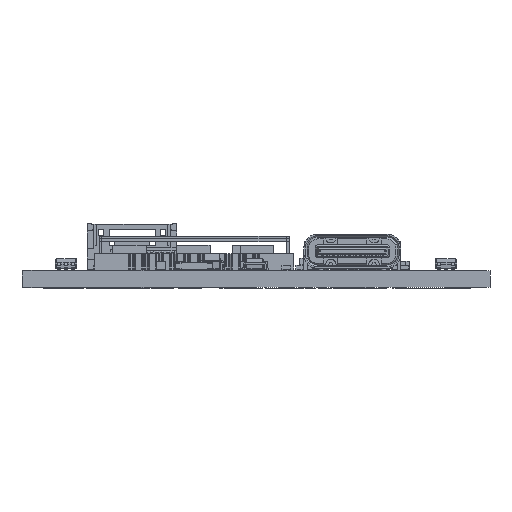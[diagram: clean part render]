
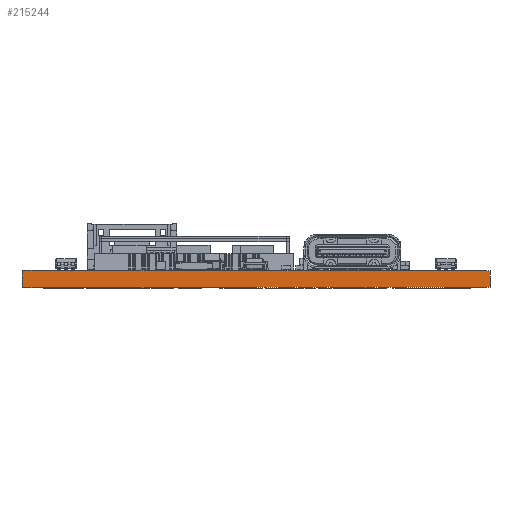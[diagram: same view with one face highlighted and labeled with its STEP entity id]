
A CAD part, left-side view. The second image highlights one B-rep face of the part: STEP entity #215244.
In plain terms, the highlighted planar face has unit normal (-1, 0, 0).
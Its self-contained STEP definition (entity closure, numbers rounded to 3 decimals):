
#215188 = VERTEX_POINT('',#215189);
#215189 = CARTESIAN_POINT('',(0.,0.,1.51));
#215195 = EDGE_CURVE('',#215196,#215188,#215198,.T.);
#215196 = VERTEX_POINT('',#215197);
#215197 = CARTESIAN_POINT('',(0.,-0.,0.));
#215198 = LINE('',#215199,#215200);
#215199 = CARTESIAN_POINT('',(0.,-0.,0.));
#215200 = VECTOR('',#215201,1.);
#215201 = DIRECTION('',(0.,0.,1.));
#215244 = ADVANCED_FACE('',(#215245),#215270,.T.);
#215245 = FACE_BOUND('',#215246,.T.);
#215246 = EDGE_LOOP('',(#215247,#215248,#215256,#215264));
#215247 = ORIENTED_EDGE('',*,*,#215195,.T.);
#215248 = ORIENTED_EDGE('',*,*,#215249,.T.);
#215249 = EDGE_CURVE('',#215188,#215250,#215252,.T.);
#215250 = VERTEX_POINT('',#215251);
#215251 = CARTESIAN_POINT('',(0.,43.18,1.51));
#215252 = LINE('',#215253,#215254);
#215253 = CARTESIAN_POINT('',(0.,0.,1.51));
#215254 = VECTOR('',#215255,1.);
#215255 = DIRECTION('',(0.,1.,0.));
#215256 = ORIENTED_EDGE('',*,*,#215257,.F.);
#215257 = EDGE_CURVE('',#215258,#215250,#215260,.T.);
#215258 = VERTEX_POINT('',#215259);
#215259 = CARTESIAN_POINT('',(0.,43.18,0.));
#215260 = LINE('',#215261,#215262);
#215261 = CARTESIAN_POINT('',(0.,43.18,0.));
#215262 = VECTOR('',#215263,1.);
#215263 = DIRECTION('',(0.,0.,1.));
#215264 = ORIENTED_EDGE('',*,*,#215265,.F.);
#215265 = EDGE_CURVE('',#215196,#215258,#215266,.T.);
#215266 = LINE('',#215267,#215268);
#215267 = CARTESIAN_POINT('',(0.,-0.,0.));
#215268 = VECTOR('',#215269,1.);
#215269 = DIRECTION('',(0.,1.,0.));
#215270 = PLANE('',#215271);
#215271 = AXIS2_PLACEMENT_3D('',#215272,#215273,#215274);
#215272 = CARTESIAN_POINT('',(0.,0.,0.));
#215273 = DIRECTION('',(-1.,0.,0.));
#215274 = DIRECTION('',(0.,1.,0.));
